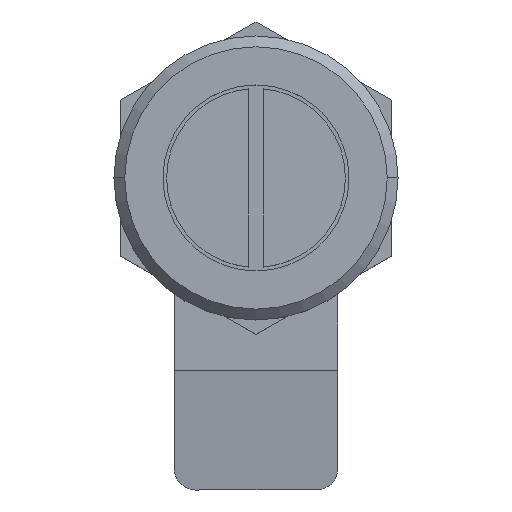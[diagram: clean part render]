
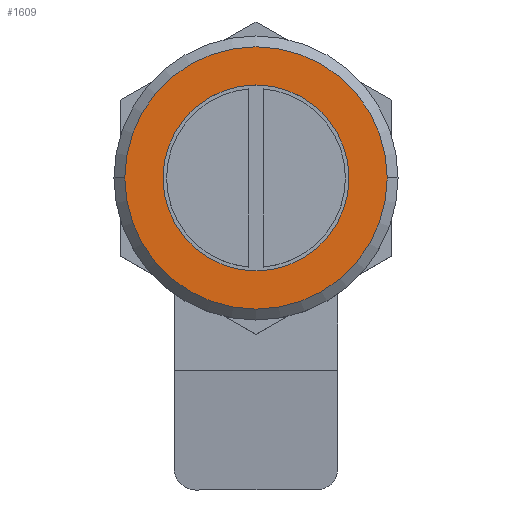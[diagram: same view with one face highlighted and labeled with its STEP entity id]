
A CAD part, top view. The second image highlights one B-rep face of the part: STEP entity #1609.
In plain terms, the highlighted planar face has unit normal (0, 0, 1).
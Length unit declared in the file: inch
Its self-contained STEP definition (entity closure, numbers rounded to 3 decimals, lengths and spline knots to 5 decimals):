
#157 = EDGE_CURVE ( 'NONE', #1824, #1347, #2738, .T. ) ;
#328 = CIRCLE ( 'NONE', #2107, 0.258 ) ;
#343 = PLANE ( 'NONE',  #2234 ) ;
#369 = EDGE_CURVE ( 'NONE', #2391, #2114, #1984, .T. ) ;
#470 = ORIENTED_EDGE ( 'NONE', *, *, #369, .F. ) ;
#541 = EDGE_LOOP ( 'NONE', ( #1919, #470 ) ) ;
#562 = EDGE_CURVE ( 'NONE', #2114, #2391, #956, .T. ) ;
#578 = DIRECTION ( 'NONE',  ( -1., 0., 0. ) ) ;
#604 = DIRECTION ( 'NONE',  ( -1., 0., 0. ) ) ;
#767 = CARTESIAN_POINT ( 'NONE',  ( 0., 0., 0.122 ) ) ;
#956 = CIRCLE ( 'NONE', #2937, 0.364 ) ;
#1302 = DIRECTION ( 'NONE',  ( -1., 0., 0. ) ) ;
#1339 = EDGE_CURVE ( 'NONE', #1347, #1824, #328, .T. ) ;
#1347 = VERTEX_POINT ( 'NONE', #1786 ) ;
#1354 = FACE_OUTER_BOUND ( 'NONE', #541, .T. ) ;
#1406 = ORIENTED_EDGE ( 'NONE', *, *, #1339, .F. ) ;
#1434 = CARTESIAN_POINT ( 'NONE',  ( 0.258, 0., 0.122 ) ) ;
#1565 = CARTESIAN_POINT ( 'NONE',  ( 0., 0., 0.122 ) ) ;
#1609 = ADVANCED_FACE ( 'NONE', ( #2685, #1354 ), #343, .F. ) ;
#1716 = CARTESIAN_POINT ( 'NONE',  ( 0., 0., 0.122 ) ) ;
#1774 = DIRECTION ( 'NONE',  ( 0., 0., -1. ) ) ;
#1786 = CARTESIAN_POINT ( 'NONE',  ( -0.258, 0., 0.122 ) ) ;
#1824 = VERTEX_POINT ( 'NONE', #1434 ) ;
#1835 = AXIS2_PLACEMENT_3D ( 'NONE', #767, #1774, #1302 ) ;
#1919 = ORIENTED_EDGE ( 'NONE', *, *, #562, .F. ) ;
#1984 = CIRCLE ( 'NONE', #1835, 0.364 ) ;
#2026 = DIRECTION ( 'NONE',  ( -1., 0., 0. ) ) ;
#2059 = CARTESIAN_POINT ( 'NONE',  ( -0.364, 0., 0.122 ) ) ;
#2079 = AXIS2_PLACEMENT_3D ( 'NONE', #1716, #2426, #2909 ) ;
#2107 = AXIS2_PLACEMENT_3D ( 'NONE', #1565, #3032, #2026 ) ;
#2114 = VERTEX_POINT ( 'NONE', #2059 ) ;
#2234 = AXIS2_PLACEMENT_3D ( 'NONE', #2807, #2306, #578 ) ;
#2295 = ORIENTED_EDGE ( 'NONE', *, *, #157, .F. ) ;
#2306 = DIRECTION ( 'NONE',  ( 0., 0., -1. ) ) ;
#2391 = VERTEX_POINT ( 'NONE', #2705 ) ;
#2426 = DIRECTION ( 'NONE',  ( 0., 0., 1. ) ) ;
#2685 = FACE_BOUND ( 'NONE', #3067, .T. ) ;
#2705 = CARTESIAN_POINT ( 'NONE',  ( 0.364, 0., 0.122 ) ) ;
#2738 = CIRCLE ( 'NONE', #2079, 0.258 ) ;
#2789 = DIRECTION ( 'NONE',  ( 0., 0., -1. ) ) ;
#2807 = CARTESIAN_POINT ( 'NONE',  ( 0., 0., 0.122 ) ) ;
#2909 = DIRECTION ( 'NONE',  ( -1., 0., 0. ) ) ;
#2937 = AXIS2_PLACEMENT_3D ( 'NONE', #2977, #2789, #604 ) ;
#2977 = CARTESIAN_POINT ( 'NONE',  ( 0., 0., 0.122 ) ) ;
#3032 = DIRECTION ( 'NONE',  ( 0., 0., 1. ) ) ;
#3067 = EDGE_LOOP ( 'NONE', ( #1406, #2295 ) ) ;
